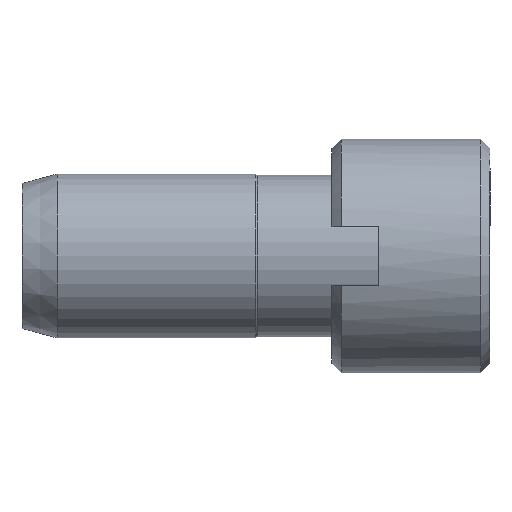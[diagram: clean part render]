
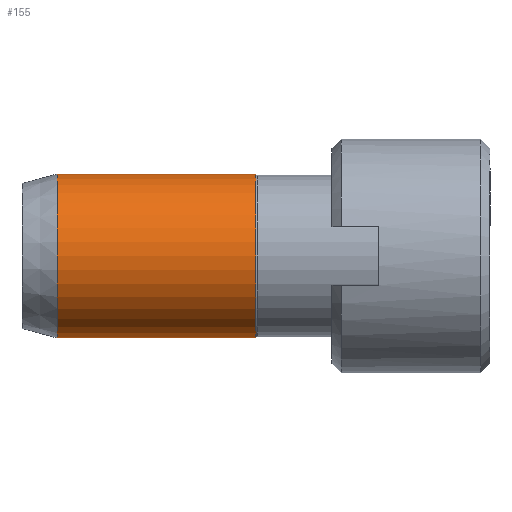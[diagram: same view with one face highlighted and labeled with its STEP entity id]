
A CAD part, front view. The second image highlights one B-rep face of the part: STEP entity #155.
In plain terms, the highlighted cylindrical face has radius 7 mm (diameter 14 mm), a full revolution.
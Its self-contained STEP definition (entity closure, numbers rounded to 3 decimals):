
#155 = ADVANCED_FACE( '', ( #281, #282 ), #283, .T. );
#281 = FACE_OUTER_BOUND( '', #415, .T. );
#282 = FACE_OUTER_BOUND( '', #416, .T. );
#283 = CYLINDRICAL_SURFACE( '', #417, 7. );
#415 = EDGE_LOOP( '', ( #569 ) );
#416 = EDGE_LOOP( '', ( #570 ) );
#417 = AXIS2_PLACEMENT_3D( '', #571, #572, #573 );
#569 = ORIENTED_EDGE( '', *, *, #774, .T. );
#570 = ORIENTED_EDGE( '', *, *, #751, .F. );
#571 = CARTESIAN_POINT( '', ( -60., 0., 0. ) );
#572 = DIRECTION( '', ( 1., 0., 0. ) );
#573 = DIRECTION( '', ( 0., 0., 1. ) );
#751 = EDGE_CURVE( '', #843, #843, #844, .T. );
#774 = EDGE_CURVE( '', #882, #882, #883, .T. );
#843 = VERTEX_POINT( '', #966 );
#844 = CIRCLE( '', #967, 7. );
#882 = VERTEX_POINT( '', #1021 );
#883 = CIRCLE( '', #1022, 7. );
#966 = CARTESIAN_POINT( '', ( -37., 0., 7. ) );
#967 = AXIS2_PLACEMENT_3D( '', #1119, #1120, #1121 );
#1021 = CARTESIAN_POINT( '', ( -20., 0., 7. ) );
#1022 = AXIS2_PLACEMENT_3D( '', #1147, #1148, #1149 );
#1119 = CARTESIAN_POINT( '', ( -37., 0., 0. ) );
#1120 = DIRECTION( '', ( -1., 0., 0. ) );
#1121 = DIRECTION( '', ( 0., 0., 1. ) );
#1147 = CARTESIAN_POINT( '', ( -20., 0., 0. ) );
#1148 = DIRECTION( '', ( -1., 0., 0. ) );
#1149 = DIRECTION( '', ( 0., 0., 1. ) );
